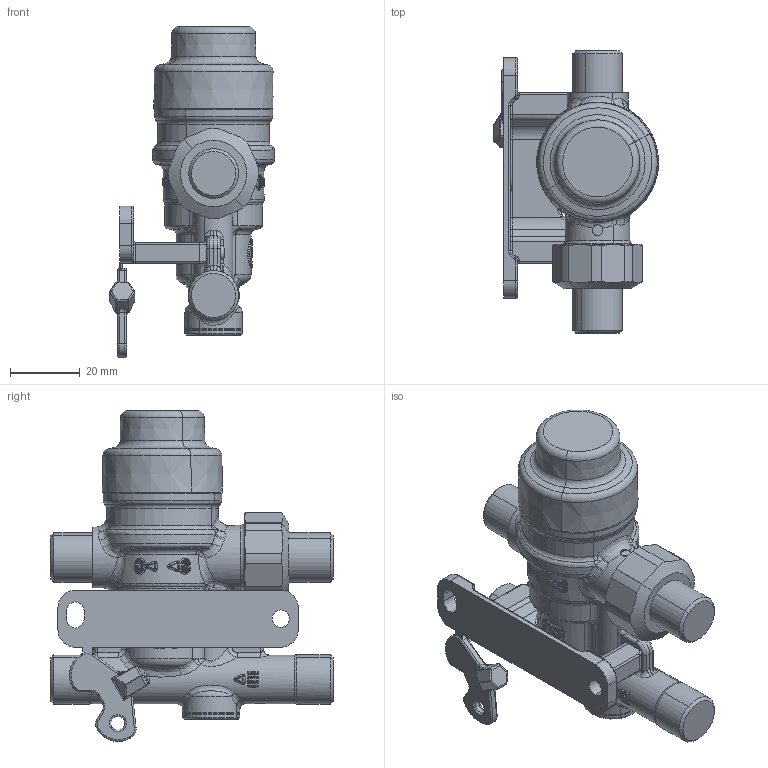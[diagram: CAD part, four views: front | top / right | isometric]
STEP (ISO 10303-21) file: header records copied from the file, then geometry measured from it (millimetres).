
FILE_DESCRIPTION(('CATIA V5 STEP Exchange'),'2;1');
FILE_NAME('STEP_521201A_-_TST.stp','2019-06-19T14:39:54+00:00',('none'),('none'),'CATIA Version 5-6 Release 2016 SP4','CATIA V5 STEP AP203','none');
FILE_SCHEMA(('CONFIG_CONTROL_DESIGN'));
Products named in the file (1): 521201A - TST
Bounding box: 47.41 x 81 x 95.01 mm (x, y, z)
Volume: 77178 mm3; surface area: 25660.3 mm2
Topology: 2 solids, 4 shells, 1983 faces, 4649 edges, 2542 vertices
Faces by surface type: bspline 1008, cylinder 399, plane 230, torus 143, sphere 108, cone 95
Entity records: 123726 total; most frequent: CARTESIAN_POINT 89573, ORIENTED_EDGE 8956, EDGE_CURVE 4478, DIRECTION 3291, B_SPLINE_CURVE_WITH_KNOTS 2697, VERTEX_POINT 2542, EDGE_LOOP 2036, ADVANCED_FACE 1983
